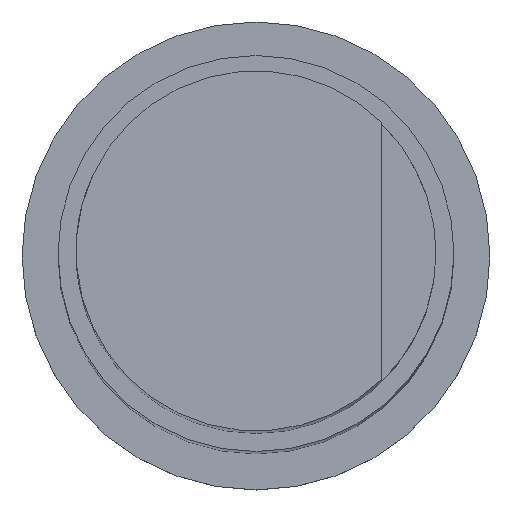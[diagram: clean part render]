
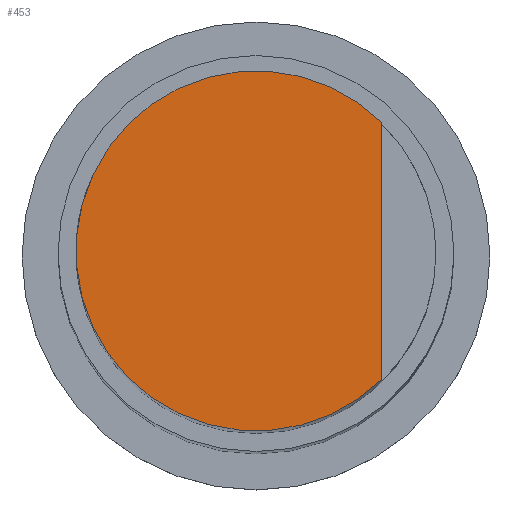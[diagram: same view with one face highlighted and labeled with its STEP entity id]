
A CAD part, top view. The second image highlights one B-rep face of the part: STEP entity #453.
In plain terms, the highlighted planar face has unit normal (0, 0, 1).
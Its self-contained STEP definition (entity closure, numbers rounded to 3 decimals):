
#54=PLANE('',#525);
#77=FACE_OUTER_BOUND('',#114,.T.);
#114=EDGE_LOOP('',(#363,#364));
#144=LINE('',#935,#168);
#168=VECTOR('',#619,10.);
#200=CIRCLE('',#526,5.);
#236=VERTEX_POINT('',#933);
#237=VERTEX_POINT('',#934);
#283=EDGE_CURVE('',#236,#237,#144,.T.);
#289=EDGE_CURVE('',#237,#236,#200,.T.);
#363=ORIENTED_EDGE('',*,*,#283,.T.);
#364=ORIENTED_EDGE('',*,*,#289,.T.);
#453=ADVANCED_FACE('',(#77),#54,.T.);
#525=AXIS2_PLACEMENT_3D('',#945,#629,#630);
#526=AXIS2_PLACEMENT_3D('',#946,#631,#632);
#619=DIRECTION('',(0.,1.,0.));
#629=DIRECTION('center_axis',(0.,0.,1.));
#630=DIRECTION('ref_axis',(1.,0.,0.));
#631=DIRECTION('center_axis',(0.,0.,1.));
#632=DIRECTION('ref_axis',(1.,0.,0.));
#933=CARTESIAN_POINT('',(6.403,-3.571,101.));
#934=CARTESIAN_POINT('',(6.403,3.571,101.));
#935=CARTESIAN_POINT('',(6.403,-1.785,101.));
#945=CARTESIAN_POINT('Origin',(2.903,0.,101.));
#946=CARTESIAN_POINT('Origin',(2.903,0.,101.));
